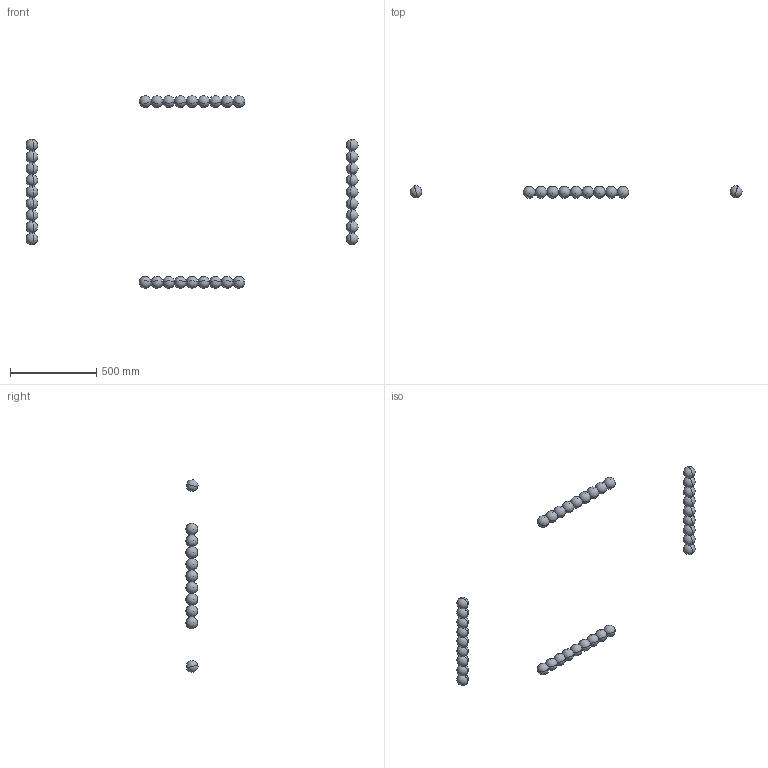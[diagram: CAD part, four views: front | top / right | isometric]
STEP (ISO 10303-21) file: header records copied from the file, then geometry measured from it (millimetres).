
FILE_DESCRIPTION (( 'STEP AP203' ), '1' );
FILE_NAME ('Decor.STEP', '2019-01-26T04:54:35', ( '' ), ( '' ), 'SwSTEP 2.0', 'SolidWorks 2017', '' );
FILE_SCHEMA (( 'CONFIG_CONTROL_DESIGN' ));
Length unit declared in the file: millimetre
Products named in the file (1): Decor
Bounding box: 1928.57 x 70.41 x 1117.97 mm (x, y, z)
Volume: 11195262.3 mm3; surface area: 987817.3 mm2
Topology: 68 solids, 68 shells, 136 faces, 476 edges, 340 vertices
Faces by surface type: sphere 136
Entity records: 2667 total; most frequent: DIRECTION 546, CARTESIAN_POINT 409, AXIS2_PLACEMENT_3D 273, ORIENTED_EDGE 272, SPHERICAL_SURFACE 136, EDGE_CURVE 136, ADVANCED_FACE 136, VERTEX_POINT 136
